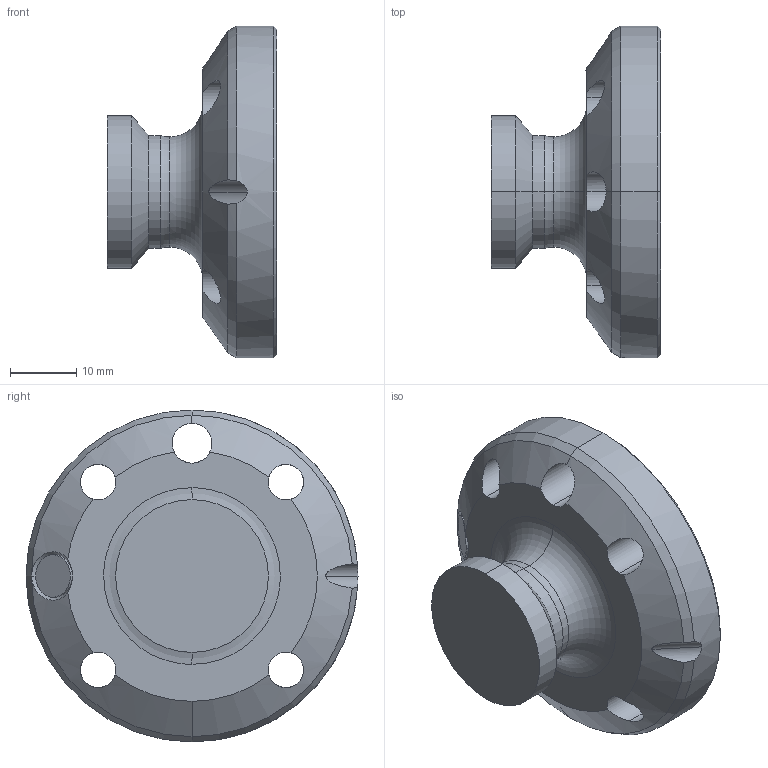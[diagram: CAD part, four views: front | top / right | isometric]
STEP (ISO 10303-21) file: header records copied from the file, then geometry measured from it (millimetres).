
FILE_DESCRIPTION (( 'STEP AP214' ), '1' );
FILE_NAME ('IRB140_6kg-81_LINK6_CAD_rev02.STEP', '2017-01-24T06:56:06', ( 'ABB' ), ( 'ABB' ), 'SwSTEP 2.0', 'SolidWorks 2014', '' );
FILE_SCHEMA (( 'AUTOMOTIVE_DESIGN' ));
Length unit declared in the file: millimetre
Products named in the file (1): IRB140_6kg-81_LINK6_CAD_rev02
Bounding box: 25.5 x 50 x 50 mm (x, y, z)
Volume: 20038.2 mm3; surface area: 7269.8 mm2
Topology: 1 solids, 1 shells, 45 faces, 123 edges, 77 vertices
Faces by surface type: cylinder 24, cone 11, plane 6, torus 4
Entity records: 2223 total; most frequent: CARTESIAN_POINT 1025, DIRECTION 249, ORIENTED_EDGE 246, EDGE_CURVE 123, AXIS2_PLACEMENT_3D 108, VERTEX_POINT 77, CIRCLE 62, EDGE_LOOP 52
